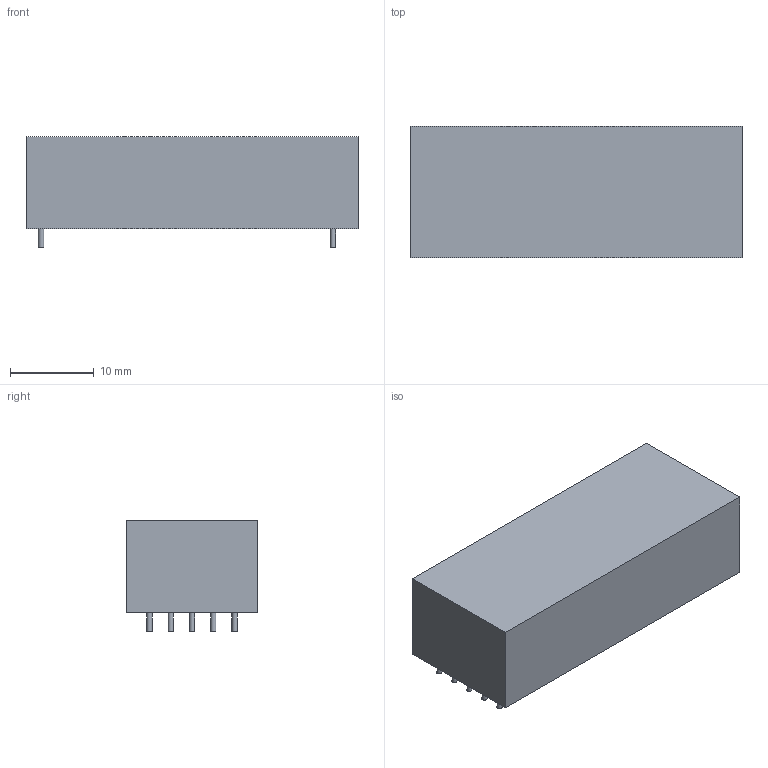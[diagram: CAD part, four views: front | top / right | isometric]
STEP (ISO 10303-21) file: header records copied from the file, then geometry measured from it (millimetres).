
FILE_DESCRIPTION(('FreeCAD Model'),'2;1');
FILE_NAME('ISEG_Module.step', '2020-07-17T23:10:41',('Author'),(''), 'Open CASCADE STEP processor 7.2','FreeCAD','Unknown');
FILE_SCHEMA(('AUTOMOTIVE_DESIGN { 1 0 10303 214 1 1 1 1 }'));
Length unit declared in the file: millimetre
Products named in the file (1): Connect
Bounding box: 39.6 x 15.7 x 13.2 mm (x, y, z)
Volume: 6843.9 mm3; surface area: 2491 mm2
Topology: 1 solids, 1 shells, 20 faces, 33 edges, 22 vertices
Faces by surface type: plane 13, cylinder 7
Full cylindrical faces by diameter (mm): 0.64 x7
Entity records: 921 total; most frequent: DIRECTION 155, CARTESIAN_POINT 142, LINE 71, VECTOR 71, ORIENTED_EDGE 66, PCURVE 66, DEFINITIONAL_REPRESENTATION 66, AXIS2_PLACEMENT_3D 35
